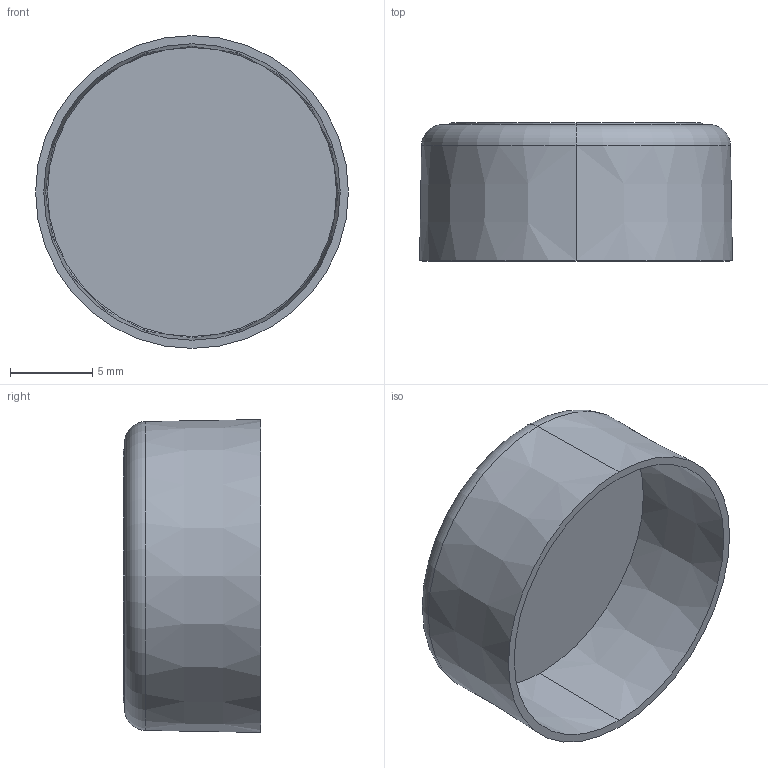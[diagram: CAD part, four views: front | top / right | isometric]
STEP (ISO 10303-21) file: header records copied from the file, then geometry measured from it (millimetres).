
FILE_DESCRIPTION (( 'STEP AP214' ), '1' );
FILE_NAME ('Hositrad_HVP750-Spinn.STEP', '2011-06-29T08:24:52', ( '' ), ( '' ), 'SwSTEP 2.0', 'SolidWorks 2011', '' );
FILE_SCHEMA (( 'AUTOMOTIVE_DESIGN' ));
Length unit declared in the file: millimetre
Products named in the file (1): Hositrad_HVP750-Spinn
Bounding box: 19.05 x 8.4 x 19.05 mm (x, y, z)
Volume: 628.9 mm3; surface area: 1639 mm2
Topology: 2 solids, 2 shells, 22 faces, 42 edges, 26 vertices
Faces by surface type: cylinder 6, torus 6, plane 6, cone 4
Entity records: 661 total; most frequent: DIRECTION 120, CARTESIAN_POINT 91, ORIENTED_EDGE 84, AXIS2_PLACEMENT_3D 55, EDGE_CURVE 42, CIRCLE 32, EDGE_LOOP 26, VERTEX_POINT 26
